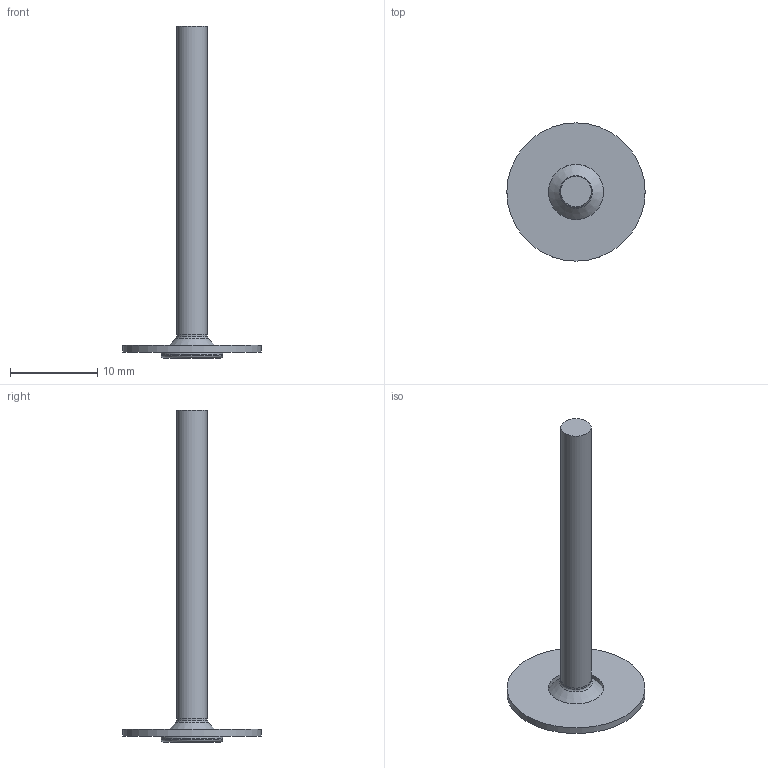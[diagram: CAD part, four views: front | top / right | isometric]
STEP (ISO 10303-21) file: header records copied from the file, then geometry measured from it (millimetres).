
FILE_DESCRIPTION(('FreeCAD Model'),'2;1');
FILE_NAME('Screw_w_Washer_A.stp', '2020-09-03T02:42:43',('FreeCAD'),('FreeCAD'), 'Open CASCADE STEP processor 7.3','FreeCAD','Unknown');
FILE_SCHEMA(('AUTOMOTIVE_DESIGN { 1 0 10303 214 1 1 1 1 }'));
Length unit declared in the file: millimetre
Products named in the file (3): Open CASCADE STEP translator 7.3 3; Open CASCADE STEP translator 7.3 3.1; Open CASCADE STEP translator 7.3 3.1.1
Assembly tree (2 placements, depth 3):
  Open CASCADE STEP translator 7.3 3
    Open CASCADE STEP translator 7.3 3.1
      Open CASCADE STEP translator 7.3 3.1.1
Bounding box: 15.88 x 15.88 x 38.1 mm (x, y, z)
Volume: 526.9 mm3; surface area: 886.7 mm2
Topology: 1 solids, 1 shells, 35 faces, 86 edges, 55 vertices
Faces by surface type: plane 20, cone 7, cylinder 5, bspline 1, revolution 1, torus 1
Full cylindrical faces by diameter (mm): 3.5 x2, 6.35 x1, 7.1 x1, 15.875 x1
Entity records: 1151 total; most frequent: CARTESIAN_POINT 248, DIRECTION 203, ORIENTED_EDGE 170, EDGE_CURVE 85, AXIS2_PLACEMENT_3D 83, VERTEX_POINT 55, FACE_BOUND 38, EDGE_LOOP 38
